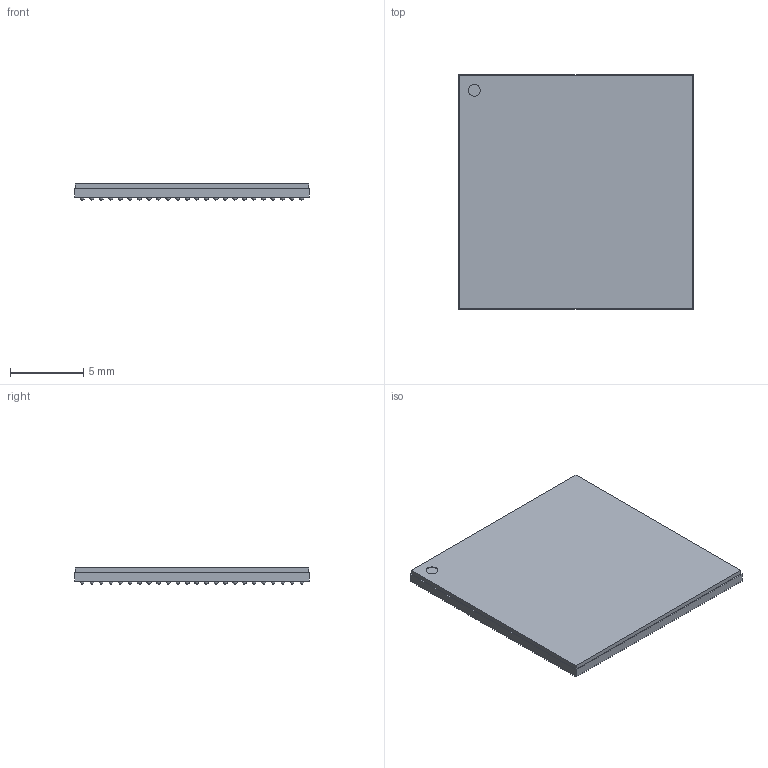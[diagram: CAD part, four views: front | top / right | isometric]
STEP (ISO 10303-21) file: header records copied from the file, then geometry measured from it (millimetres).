
FILE_DESCRIPTION(/* description */ (''),/* implementation_level */ '2;1');
FILE_NAME(/* name */ 'bga_1629062930647.stp',/* time_stamp */ '2021-08-15T21:28:59+00:00',/* author */ (''),/* organization */ (''),/* preprocessor_version */ 'ST-DEVELOPER v18.1',/* originating_system */ 'ASM',/* authorisation */ '');
FILE_SCHEMA (('AUTOMOTIVE_DESIGN { 1 0 10303 214 3 1 1 }'));
Length unit declared in the file: millimetre
Products named in the file (1): bga_1629062930647
Bounding box: 16 x 16 x 1.1 mm (x, y, z)
Volume: 235.4 mm3; surface area: 642 mm2
Topology: 1 solids, 1 shells, 589 faces, 1755 edges, 1170 vertices
Faces by surface type: sphere 576, plane 12, cylinder 1
Full cylindrical faces by diameter (mm): 0.8 x1
Entity records: 18258 total; most frequent: DIRECTION 3513, CARTESIAN_POINT 2939, ORIENTED_EDGE 2358, AXIS2_PLACEMENT_3D 1744, EDGE_CURVE 1179, VERTEX_POINT 1170, EDGE_LOOP 1167, CIRCLE 1154
